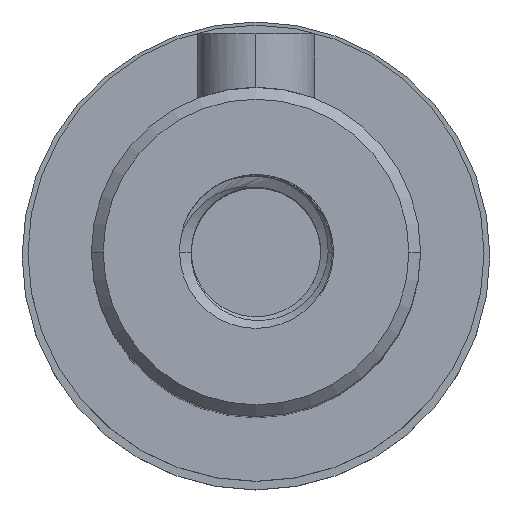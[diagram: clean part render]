
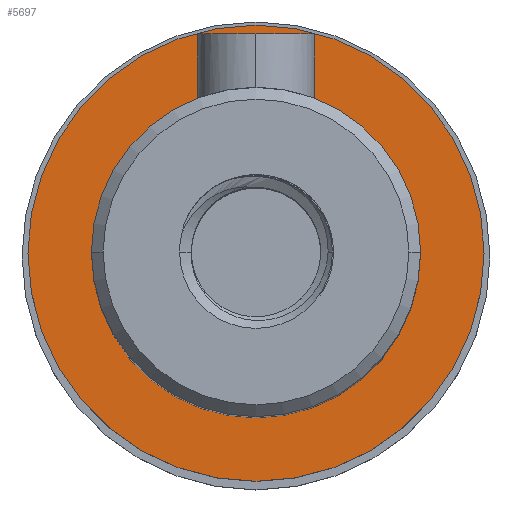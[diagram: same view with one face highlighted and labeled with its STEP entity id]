
A CAD part, top view. The second image highlights one B-rep face of the part: STEP entity #5697.
In plain terms, the highlighted planar face has unit normal (0, 0, 1).
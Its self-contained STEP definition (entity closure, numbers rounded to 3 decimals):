
#83 = DIRECTION ( 'NONE',  ( 1., 0., 0. ) ) ;
#121 = DIRECTION ( 'NONE',  ( 1., 0., 0. ) ) ;
#166 = DIRECTION ( 'NONE',  ( 0., 0., 1. ) ) ;
#187 = EDGE_LOOP ( 'NONE', ( #2825, #2496 ) ) ;
#224 = CIRCLE ( 'NONE', #2572, 9.7 ) ;
#659 = FACE_OUTER_BOUND ( 'NONE', #2841, .T. ) ;
#972 = DIRECTION ( 'NONE',  ( 1., 0., 0. ) ) ;
#1012 = CARTESIAN_POINT ( 'NONE',  ( -9.7, 0., 34. ) ) ;
#1081 = AXIS2_PLACEMENT_3D ( 'NONE', #3177, #5448, #5874 ) ;
#1182 = CARTESIAN_POINT ( 'NONE',  ( 7., 0., 34. ) ) ;
#1551 = ORIENTED_EDGE ( 'NONE', *, *, #6977, .T. ) ;
#1797 = DIRECTION ( 'NONE',  ( 0., 0., 1. ) ) ;
#1813 = CARTESIAN_POINT ( 'NONE',  ( 9.7, 0., 34. ) ) ;
#1932 = EDGE_CURVE ( 'NONE', #2678, #4429, #6689, .T. ) ;
#1991 = CARTESIAN_POINT ( 'NONE',  ( -7., 0., 34. ) ) ;
#2496 = ORIENTED_EDGE ( 'NONE', *, *, #4457, .F. ) ;
#2572 = AXIS2_PLACEMENT_3D ( 'NONE', #6126, #166, #83 ) ;
#2640 = PLANE ( 'NONE',  #1081 ) ;
#2678 = VERTEX_POINT ( 'NONE', #1991 ) ;
#2825 = ORIENTED_EDGE ( 'NONE', *, *, #1932, .F. ) ;
#2841 = EDGE_LOOP ( 'NONE', ( #2891, #1551 ) ) ;
#2891 = ORIENTED_EDGE ( 'NONE', *, *, #3425, .T. ) ;
#3155 = CARTESIAN_POINT ( 'NONE',  ( 0., 0., 34. ) ) ;
#3177 = CARTESIAN_POINT ( 'NONE',  ( 0., 0., 34. ) ) ;
#3400 = DIRECTION ( 'NONE',  ( 0., 0., 1. ) ) ;
#3425 = EDGE_CURVE ( 'NONE', #6439, #5033, #4422, .T. ) ;
#3750 = CIRCLE ( 'NONE', #5800, 7. ) ;
#3943 = CARTESIAN_POINT ( 'NONE',  ( 0., 0., 34. ) ) ;
#4015 = DIRECTION ( 'NONE',  ( 1., 0., 0. ) ) ;
#4422 = CIRCLE ( 'NONE', #4501, 9.7 ) ;
#4429 = VERTEX_POINT ( 'NONE', #1182 ) ;
#4457 = EDGE_CURVE ( 'NONE', #4429, #2678, #3750, .T. ) ;
#4501 = AXIS2_PLACEMENT_3D ( 'NONE', #3155, #5838, #972 ) ;
#4683 = AXIS2_PLACEMENT_3D ( 'NONE', #6811, #1797, #4015 ) ;
#4917 = FACE_BOUND ( 'NONE', #187, .T. ) ;
#5033 = VERTEX_POINT ( 'NONE', #1012 ) ;
#5448 = DIRECTION ( 'NONE',  ( 0., 0., 1. ) ) ;
#5697 = ADVANCED_FACE ( 'NONE', ( #4917, #659 ), #2640, .T. ) ;
#5800 = AXIS2_PLACEMENT_3D ( 'NONE', #3943, #3400, #121 ) ;
#5838 = DIRECTION ( 'NONE',  ( 0., 0., 1. ) ) ;
#5874 = DIRECTION ( 'NONE',  ( 1., 0., 0. ) ) ;
#6126 = CARTESIAN_POINT ( 'NONE',  ( 0., 0., 34. ) ) ;
#6439 = VERTEX_POINT ( 'NONE', #1813 ) ;
#6689 = CIRCLE ( 'NONE', #4683, 7. ) ;
#6811 = CARTESIAN_POINT ( 'NONE',  ( 0., 0., 34. ) ) ;
#6977 = EDGE_CURVE ( 'NONE', #5033, #6439, #224, .T. ) ;
